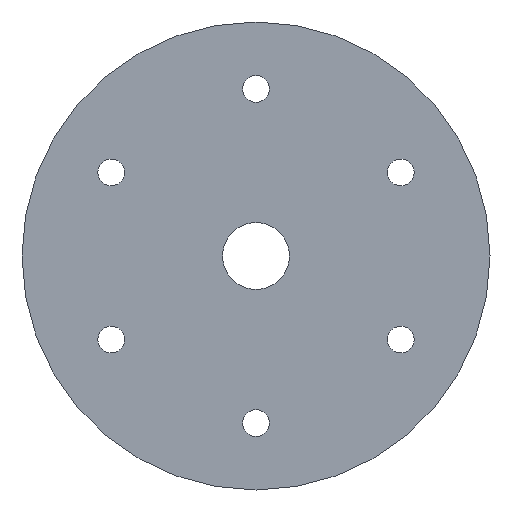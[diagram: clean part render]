
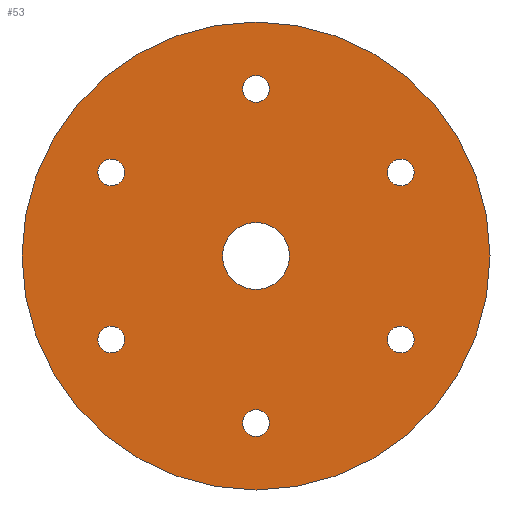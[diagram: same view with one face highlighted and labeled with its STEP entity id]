
A CAD part, left-side view. The second image highlights one B-rep face of the part: STEP entity #53.
In plain terms, the highlighted planar face has unit normal (-1, 0, 0).
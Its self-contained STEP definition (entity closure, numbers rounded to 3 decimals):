
#53=ADVANCED_FACE('',(#143,#145,#147,#149,#151,#153,#155,#157),#159,.F.);
#143=FACE_BOUND('',#144,.T.);
#144=EDGE_LOOP('',(#257));
#145=FACE_BOUND('',#146,.T.);
#146=EDGE_LOOP('',(#258));
#147=FACE_BOUND('',#148,.T.);
#148=EDGE_LOOP('',(#259));
#149=FACE_BOUND('',#150,.T.);
#150=EDGE_LOOP('',(#260));
#151=FACE_BOUND('',#152,.T.);
#152=EDGE_LOOP('',(#261));
#153=FACE_BOUND('',#154,.T.);
#154=EDGE_LOOP('',(#262));
#155=FACE_BOUND('',#156,.T.);
#156=EDGE_LOOP('',(#263));
#157=FACE_BOUND('',#158,.T.);
#158=EDGE_LOOP('',(#264));
#159=PLANE('',#160);
#160=AXIS2_PLACEMENT_3D('',#161,#162,#163);
#161=CARTESIAN_POINT('',(0.,0.,0.));
#162=DIRECTION('',(1.,0.,0.));
#163=DIRECTION('',(0.,1.,0.));
#257=ORIENTED_EDGE('',*,*,#289,.F.);
#258=ORIENTED_EDGE('',*,*,#290,.T.);
#259=ORIENTED_EDGE('',*,*,#291,.T.);
#260=ORIENTED_EDGE('',*,*,#292,.T.);
#261=ORIENTED_EDGE('',*,*,#293,.T.);
#262=ORIENTED_EDGE('',*,*,#294,.T.);
#263=ORIENTED_EDGE('',*,*,#295,.T.);
#264=ORIENTED_EDGE('',*,*,#296,.T.);
#289=EDGE_CURVE('',#305,#305,#306,.T.);
#290=EDGE_CURVE('',#307,#307,#308,.T.);
#291=EDGE_CURVE('',#309,#309,#310,.T.);
#292=EDGE_CURVE('',#311,#311,#312,.T.);
#293=EDGE_CURVE('',#313,#313,#314,.T.);
#294=EDGE_CURVE('',#315,#315,#316,.T.);
#295=EDGE_CURVE('',#317,#317,#318,.T.);
#296=EDGE_CURVE('',#319,#319,#320,.T.);
#305=VERTEX_POINT('',#337);
#306=CIRCLE('',#338,35.);
#307=VERTEX_POINT('',#342);
#308=CIRCLE('',#343,5.);
#309=VERTEX_POINT('',#347);
#310=CIRCLE('',#348,2.);
#311=VERTEX_POINT('',#352);
#312=CIRCLE('',#353,2.);
#313=VERTEX_POINT('',#357);
#314=CIRCLE('',#358,2.);
#315=VERTEX_POINT('',#362);
#316=CIRCLE('',#363,2.);
#317=VERTEX_POINT('',#367);
#318=CIRCLE('',#368,2.);
#319=VERTEX_POINT('',#372);
#320=CIRCLE('',#373,2.);
#337=CARTESIAN_POINT('',(0.,35.,0.));
#338=AXIS2_PLACEMENT_3D('',#339,#340,#341);
#339=CARTESIAN_POINT('',(0.,0.,0.));
#340=DIRECTION('',(1.,0.,0.));
#341=DIRECTION('',(0.,1.,0.));
#342=CARTESIAN_POINT('',(0.,5.,0.));
#343=AXIS2_PLACEMENT_3D('',#344,#345,#346);
#344=CARTESIAN_POINT('',(0.,0.,0.));
#345=DIRECTION('',(1.,0.,0.));
#346=DIRECTION('',(0.,1.,0.));
#347=CARTESIAN_POINT('',(0.,-19.651,12.5));
#348=AXIS2_PLACEMENT_3D('',#349,#350,#351);
#349=CARTESIAN_POINT('',(0.,-21.651,12.5));
#350=DIRECTION('',(1.,0.,0.));
#351=DIRECTION('',(0.,1.,0.));
#352=CARTESIAN_POINT('',(0.,23.651,12.5));
#353=AXIS2_PLACEMENT_3D('',#354,#355,#356);
#354=CARTESIAN_POINT('',(0.,21.651,12.5));
#355=DIRECTION('',(1.,0.,0.));
#356=DIRECTION('',(0.,1.,0.));
#357=CARTESIAN_POINT('',(0.,-19.651,-12.5));
#358=AXIS2_PLACEMENT_3D('',#359,#360,#361);
#359=CARTESIAN_POINT('',(0.,-21.651,-12.5));
#360=DIRECTION('',(1.,0.,0.));
#361=DIRECTION('',(0.,1.,0.));
#362=CARTESIAN_POINT('',(0.,23.651,-12.5));
#363=AXIS2_PLACEMENT_3D('',#364,#365,#366);
#364=CARTESIAN_POINT('',(0.,21.651,-12.5));
#365=DIRECTION('',(1.,0.,0.));
#366=DIRECTION('',(0.,1.,0.));
#367=CARTESIAN_POINT('',(0.,2.,-25.));
#368=AXIS2_PLACEMENT_3D('',#369,#370,#371);
#369=CARTESIAN_POINT('',(0.,0.,-25.));
#370=DIRECTION('',(1.,0.,0.));
#371=DIRECTION('',(0.,1.,0.));
#372=CARTESIAN_POINT('',(0.,2.,25.));
#373=AXIS2_PLACEMENT_3D('',#374,#375,#376);
#374=CARTESIAN_POINT('',(0.,0.,25.));
#375=DIRECTION('',(1.,0.,0.));
#376=DIRECTION('',(0.,1.,0.));
